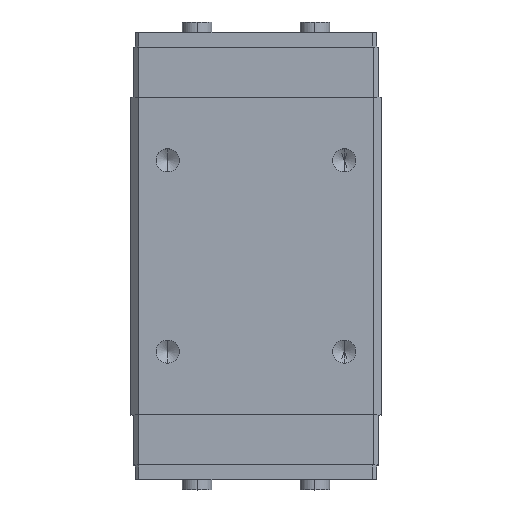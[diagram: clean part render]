
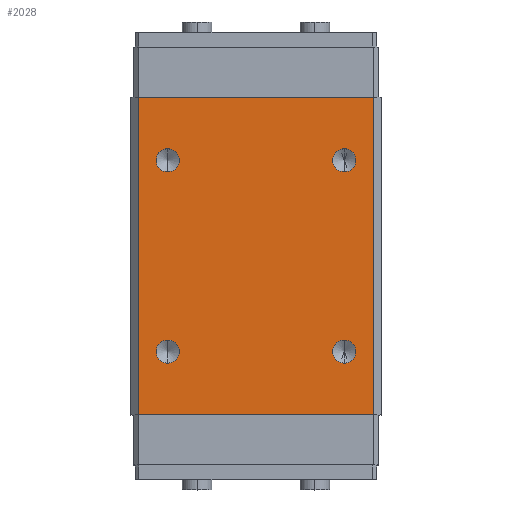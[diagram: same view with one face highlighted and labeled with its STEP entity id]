
A CAD part, top view. The second image highlights one B-rep face of the part: STEP entity #2028.
In plain terms, the highlighted planar face has unit normal (0, 0, 1).
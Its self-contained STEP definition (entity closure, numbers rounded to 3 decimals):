
#95 = FACE_BOUND ( 'NONE', #2089, .T. ) ;
#163 = EDGE_CURVE ( 'NONE', #4097, #3179, #4331, .T. ) ;
#190 = DIRECTION ( 'NONE',  ( 0., 0., -1. ) ) ;
#193 = VERTEX_POINT ( 'NONE', #719 ) ;
#196 = EDGE_CURVE ( 'NONE', #3051, #1202, #3044, .T. ) ;
#246 = VERTEX_POINT ( 'NONE', #2191 ) ;
#314 = CARTESIAN_POINT ( 'NONE',  ( 6., -7.284, 8. ) ) ;
#376 = CIRCLE ( 'NONE', #3929, 0.784 ) ;
#395 = AXIS2_PLACEMENT_3D ( 'NONE', #4376, #2219, #1856 ) ;
#405 = CARTESIAN_POINT ( 'NONE',  ( 8., -10.8, 8. ) ) ;
#412 = LINE ( 'NONE', #1488, #3402 ) ;
#532 = VERTEX_POINT ( 'NONE', #314 ) ;
#545 = EDGE_CURVE ( 'NONE', #1459, #3776, #1216, .T. ) ;
#568 = DIRECTION ( 'NONE',  ( 0., -1., 0. ) ) ;
#678 = ORIENTED_EDGE ( 'NONE', *, *, #4606, .T. ) ;
#719 = CARTESIAN_POINT ( 'NONE',  ( 6., -5.716, 8. ) ) ;
#732 = DIRECTION ( 'NONE',  ( 0., -1., 0. ) ) ;
#761 = VECTOR ( 'NONE', #941, 1000. ) ;
#894 = CARTESIAN_POINT ( 'NONE',  ( -8., 10.8, 8. ) ) ;
#919 = EDGE_CURVE ( 'NONE', #4072, #246, #3767, .T. ) ;
#941 = DIRECTION ( 'NONE',  ( 1., 0., 0. ) ) ;
#1045 = CARTESIAN_POINT ( 'NONE',  ( 8., 10.8, 8. ) ) ;
#1092 = DIRECTION ( 'NONE',  ( 0., -1., 0. ) ) ;
#1098 = DIRECTION ( 'NONE',  ( 0., 1., 0. ) ) ;
#1144 = DIRECTION ( 'NONE',  ( 0., 0., 1. ) ) ;
#1202 = VERTEX_POINT ( 'NONE', #4454 ) ;
#1216 = CIRCLE ( 'NONE', #1674, 0.784 ) ;
#1262 = CIRCLE ( 'NONE', #2627, 0.784 ) ;
#1269 = DIRECTION ( 'NONE',  ( 1., 0., 0. ) ) ;
#1398 = AXIS2_PLACEMENT_3D ( 'NONE', #3967, #1450, #732 ) ;
#1450 = DIRECTION ( 'NONE',  ( 0., 0., -1. ) ) ;
#1454 = CARTESIAN_POINT ( 'NONE',  ( 6., 5.716, 8. ) ) ;
#1459 = VERTEX_POINT ( 'NONE', #2267 ) ;
#1488 = CARTESIAN_POINT ( 'NONE',  ( -8., -10.8, 8. ) ) ;
#1578 = EDGE_CURVE ( 'NONE', #4288, #4097, #4170, .T. ) ;
#1600 = DIRECTION ( 'NONE',  ( 0., 0., -1. ) ) ;
#1606 = ORIENTED_EDGE ( 'NONE', *, *, #196, .T. ) ;
#1652 = VECTOR ( 'NONE', #1098, 1000. ) ;
#1674 = AXIS2_PLACEMENT_3D ( 'NONE', #1691, #3134, #1092 ) ;
#1691 = CARTESIAN_POINT ( 'NONE',  ( -6., -6.5, 8. ) ) ;
#1704 = DIRECTION ( 'NONE',  ( 0., 0., -1. ) ) ;
#1806 = ORIENTED_EDGE ( 'NONE', *, *, #163, .T. ) ;
#1856 = DIRECTION ( 'NONE',  ( 0., -1., 0. ) ) ;
#1888 = DIRECTION ( 'NONE',  ( 0., -1., 0. ) ) ;
#1889 = VECTOR ( 'NONE', #1269, 1000. ) ;
#2028 = ADVANCED_FACE ( 'NONE', ( #2331, #3345, #4415, #95, #4021 ), #2987, .T. ) ;
#2078 = EDGE_CURVE ( 'NONE', #1202, #3051, #376, .T. ) ;
#2089 = EDGE_LOOP ( 'NONE', ( #3927, #4061 ) ) ;
#2090 = DIRECTION ( 'NONE',  ( 0., 0., -1. ) ) ;
#2191 = CARTESIAN_POINT ( 'NONE',  ( -6., 7.284, 8. ) ) ;
#2219 = DIRECTION ( 'NONE',  ( 0., 0., -1. ) ) ;
#2267 = CARTESIAN_POINT ( 'NONE',  ( -6., -7.284, 8. ) ) ;
#2305 = EDGE_LOOP ( 'NONE', ( #4203, #3608 ) ) ;
#2331 = FACE_OUTER_BOUND ( 'NONE', #3048, .T. ) ;
#2453 = DIRECTION ( 'NONE',  ( 0., -1., 0. ) ) ;
#2500 = EDGE_LOOP ( 'NONE', ( #1606, #4009 ) ) ;
#2505 = AXIS2_PLACEMENT_3D ( 'NONE', #3761, #1144, #2641 ) ;
#2522 = EDGE_CURVE ( 'NONE', #3777, #3179, #3783, .T. ) ;
#2601 = EDGE_CURVE ( 'NONE', #3776, #1459, #4311, .T. ) ;
#2627 = AXIS2_PLACEMENT_3D ( 'NONE', #4468, #1600, #3042 ) ;
#2641 = DIRECTION ( 'NONE',  ( 1., 0., 0. ) ) ;
#2783 = EDGE_CURVE ( 'NONE', #246, #4072, #4597, .T. ) ;
#2797 = AXIS2_PLACEMENT_3D ( 'NONE', #3879, #2090, #568 ) ;
#2840 = EDGE_CURVE ( 'NONE', #4288, #3777, #412, .T. ) ;
#2987 = PLANE ( 'NONE',  #2505 ) ;
#3023 = CARTESIAN_POINT ( 'NONE',  ( -6., 5.716, 8. ) ) ;
#3042 = DIRECTION ( 'NONE',  ( 0., -1., 0. ) ) ;
#3044 = CIRCLE ( 'NONE', #395, 0.784 ) ;
#3048 = EDGE_LOOP ( 'NONE', ( #4453, #3152, #3080, #1806 ) ) ;
#3051 = VERTEX_POINT ( 'NONE', #1454 ) ;
#3080 = ORIENTED_EDGE ( 'NONE', *, *, #1578, .T. ) ;
#3127 = CARTESIAN_POINT ( 'NONE',  ( -6., -5.716, 8. ) ) ;
#3134 = DIRECTION ( 'NONE',  ( 0., 0., -1. ) ) ;
#3149 = DIRECTION ( 'NONE',  ( 0., -1., 0. ) ) ;
#3152 = ORIENTED_EDGE ( 'NONE', *, *, #2840, .F. ) ;
#3178 = AXIS2_PLACEMENT_3D ( 'NONE', #4338, #4424, #1888 ) ;
#3179 = VERTEX_POINT ( 'NONE', #1045 ) ;
#3233 = ORIENTED_EDGE ( 'NONE', *, *, #3517, .T. ) ;
#3345 = FACE_BOUND ( 'NONE', #4059, .T. ) ;
#3402 = VECTOR ( 'NONE', #4401, 1000. ) ;
#3439 = CIRCLE ( 'NONE', #1398, 0.784 ) ;
#3470 = CARTESIAN_POINT ( 'NONE',  ( 8., -10.8, 8. ) ) ;
#3500 = CARTESIAN_POINT ( 'NONE',  ( -6., -6.5, 8. ) ) ;
#3517 = EDGE_CURVE ( 'NONE', #532, #193, #3439, .T. ) ;
#3608 = ORIENTED_EDGE ( 'NONE', *, *, #2601, .T. ) ;
#3761 = CARTESIAN_POINT ( 'NONE',  ( -8., -10.8, 8. ) ) ;
#3767 = CIRCLE ( 'NONE', #2797, 0.784 ) ;
#3776 = VERTEX_POINT ( 'NONE', #3127 ) ;
#3777 = VERTEX_POINT ( 'NONE', #4551 ) ;
#3783 = LINE ( 'NONE', #894, #761 ) ;
#3879 = CARTESIAN_POINT ( 'NONE',  ( -6., 6.5, 8. ) ) ;
#3927 = ORIENTED_EDGE ( 'NONE', *, *, #919, .T. ) ;
#3929 = AXIS2_PLACEMENT_3D ( 'NONE', #4139, #190, #2453 ) ;
#3967 = CARTESIAN_POINT ( 'NONE',  ( 6., -6.5, 8. ) ) ;
#4009 = ORIENTED_EDGE ( 'NONE', *, *, #2078, .T. ) ;
#4021 = FACE_BOUND ( 'NONE', #2500, .T. ) ;
#4059 = EDGE_LOOP ( 'NONE', ( #3233, #678 ) ) ;
#4061 = ORIENTED_EDGE ( 'NONE', *, *, #2783, .T. ) ;
#4072 = VERTEX_POINT ( 'NONE', #3023 ) ;
#4085 = AXIS2_PLACEMENT_3D ( 'NONE', #3500, #1704, #3149 ) ;
#4097 = VERTEX_POINT ( 'NONE', #3470 ) ;
#4139 = CARTESIAN_POINT ( 'NONE',  ( 6., 6.5, 8. ) ) ;
#4170 = LINE ( 'NONE', #4442, #1889 ) ;
#4203 = ORIENTED_EDGE ( 'NONE', *, *, #545, .T. ) ;
#4266 = CARTESIAN_POINT ( 'NONE',  ( -8., -10.8, 8. ) ) ;
#4288 = VERTEX_POINT ( 'NONE', #4266 ) ;
#4311 = CIRCLE ( 'NONE', #4085, 0.784 ) ;
#4331 = LINE ( 'NONE', #405, #1652 ) ;
#4338 = CARTESIAN_POINT ( 'NONE',  ( -6., 6.5, 8. ) ) ;
#4376 = CARTESIAN_POINT ( 'NONE',  ( 6., 6.5, 8. ) ) ;
#4401 = DIRECTION ( 'NONE',  ( 0., 1., 0. ) ) ;
#4415 = FACE_BOUND ( 'NONE', #2305, .T. ) ;
#4424 = DIRECTION ( 'NONE',  ( 0., 0., -1. ) ) ;
#4442 = CARTESIAN_POINT ( 'NONE',  ( -8., -10.8, 8. ) ) ;
#4453 = ORIENTED_EDGE ( 'NONE', *, *, #2522, .F. ) ;
#4454 = CARTESIAN_POINT ( 'NONE',  ( 6., 7.284, 8. ) ) ;
#4468 = CARTESIAN_POINT ( 'NONE',  ( 6., -6.5, 8. ) ) ;
#4551 = CARTESIAN_POINT ( 'NONE',  ( -8., 10.8, 8. ) ) ;
#4597 = CIRCLE ( 'NONE', #3178, 0.784 ) ;
#4606 = EDGE_CURVE ( 'NONE', #193, #532, #1262, .T. ) ;
